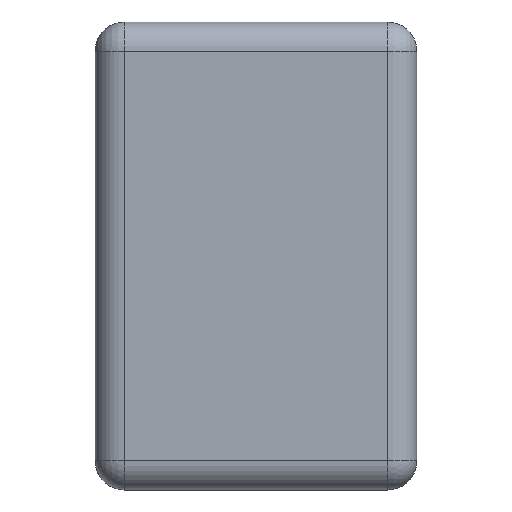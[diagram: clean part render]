
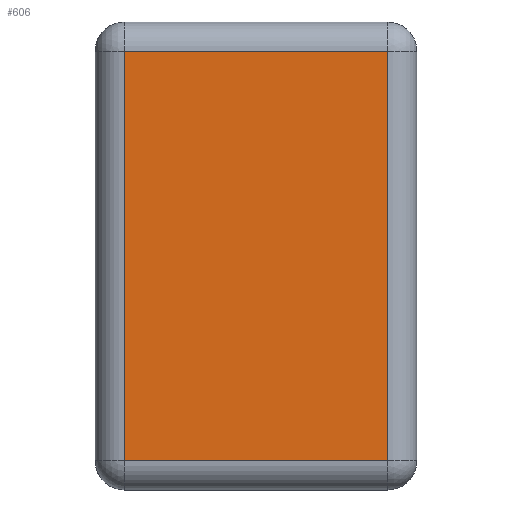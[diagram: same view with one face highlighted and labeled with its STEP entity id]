
A CAD part, left-side view. The second image highlights one B-rep face of the part: STEP entity #606.
In plain terms, the highlighted planar face has unit normal (-1, 0, 0).
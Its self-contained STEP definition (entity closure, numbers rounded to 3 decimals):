
#606 = ADVANCED_FACE ( 'NONE', ( #1281 ), #1327, .F. ) ;
#607 = EDGE_LOOP ( 'NONE', ( #608, #664, #667, #670 ) ) ;
#608 = ORIENTED_EDGE ( 'NONE', *, *, #609, .T. ) ;
#609 = EDGE_CURVE ( 'NONE', #662, #663, #1322, .T. ) ;
#662 = VERTEX_POINT ( 'NONE', #1485 ) ;
#663 = VERTEX_POINT ( 'NONE', #1484 ) ;
#664 = ORIENTED_EDGE ( 'NONE', *, *, #665, .T. ) ;
#665 = EDGE_CURVE ( 'NONE', #663, #666, #1483, .T. ) ;
#666 = VERTEX_POINT ( 'NONE', #1479 ) ;
#667 = ORIENTED_EDGE ( 'NONE', *, *, #668, .T. ) ;
#668 = EDGE_CURVE ( 'NONE', #666, #669, #1478, .T. ) ;
#669 = VERTEX_POINT ( 'NONE', #1474 ) ;
#670 = ORIENTED_EDGE ( 'NONE', *, *, #671, .T. ) ;
#671 = EDGE_CURVE ( 'NONE', #669, #662, #1472, .T. ) ;
#1281 = FACE_OUTER_BOUND ( 'NONE', #607, .T. ) ;
#1319 = DIRECTION ( 'NONE',  ( 0., 1., 0. ) ) ;
#1320 = VECTOR ( 'NONE', #1319, 1000. ) ;
#1321 = CARTESIAN_POINT ( 'NONE',  ( -0.8, 0.55, 0.35 ) ) ;
#1322 = LINE ( 'NONE', #1321, #1320 ) ;
#1323 = DIRECTION ( 'NONE',  ( 0., 0., -1. ) ) ;
#1324 = DIRECTION ( 'NONE',  ( 1., 0., 0. ) ) ;
#1325 = CARTESIAN_POINT ( 'NONE',  ( -0.8, 0.55, 0.4 ) ) ;
#1326 = AXIS2_PLACEMENT_3D ( 'NONE', #1325, #1324, #1323 ) ;
#1327 = PLANE ( 'NONE',  #1326 ) ;
#1469 = DIRECTION ( 'NONE',  ( 0., 0., 1. ) ) ;
#1470 = VECTOR ( 'NONE', #1469, 1000. ) ;
#1471 = CARTESIAN_POINT ( 'NONE',  ( -0.8, 0.05, 0.4 ) ) ;
#1472 = LINE ( 'NONE', #1471, #1470 ) ;
#1474 = CARTESIAN_POINT ( 'NONE',  ( -0.8, 0.05, -0.35 ) ) ;
#1475 = DIRECTION ( 'NONE',  ( 0., -1., 0. ) ) ;
#1476 = VECTOR ( 'NONE', #1475, 1000. ) ;
#1477 = CARTESIAN_POINT ( 'NONE',  ( -0.8, 0.55, -0.35 ) ) ;
#1478 = LINE ( 'NONE', #1477, #1476 ) ;
#1479 = CARTESIAN_POINT ( 'NONE',  ( -0.8, 0.5, -0.35 ) ) ;
#1480 = DIRECTION ( 'NONE',  ( 0., 0., -1. ) ) ;
#1481 = VECTOR ( 'NONE', #1480, 1000. ) ;
#1482 = CARTESIAN_POINT ( 'NONE',  ( -0.8, 0.5, 0.4 ) ) ;
#1483 = LINE ( 'NONE', #1482, #1481 ) ;
#1484 = CARTESIAN_POINT ( 'NONE',  ( -0.8, 0.5, 0.35 ) ) ;
#1485 = CARTESIAN_POINT ( 'NONE',  ( -0.8, 0.05, 0.35 ) ) ;
